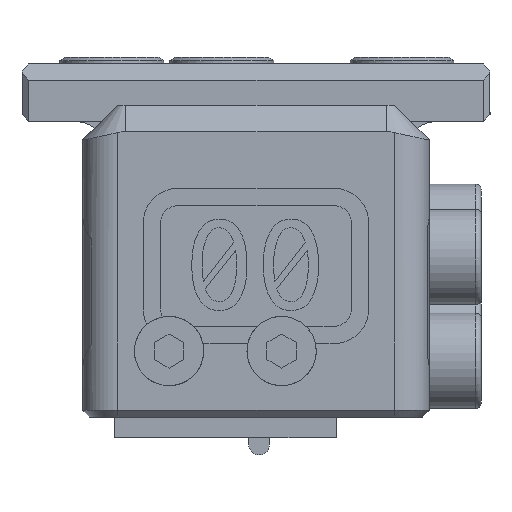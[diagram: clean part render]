
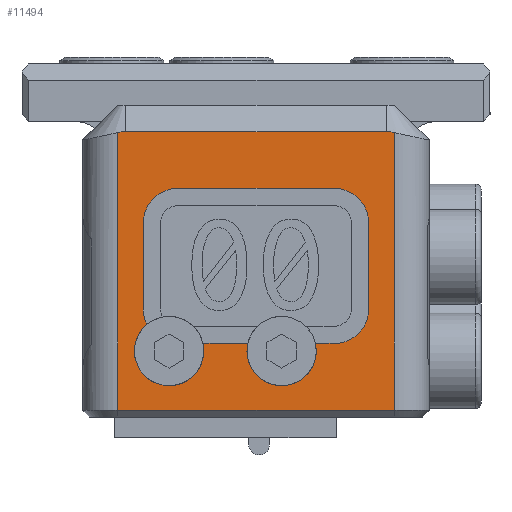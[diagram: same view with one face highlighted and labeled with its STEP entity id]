
A CAD part, front view. The second image highlights one B-rep face of the part: STEP entity #11494.
In plain terms, the highlighted face is planar.
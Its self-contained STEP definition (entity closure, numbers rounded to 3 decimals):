
#153=B_SPLINE_CURVE_WITH_KNOTS('',3,(#18766,#18767,#18768,#18769),
 .UNSPECIFIED.,.F.,.F.,(4,4),(0.,0.),.UNSPECIFIED.);
#154=B_SPLINE_CURVE_WITH_KNOTS('',3,(#18781,#18782,#18783,#18784),
 .UNSPECIFIED.,.F.,.F.,(4,4),(0.,0.),.UNSPECIFIED.);
#826=PLANE('',#12554);
#1091=CIRCLE('',#12326,2.);
#1098=CIRCLE('',#12336,2.);
#1112=CIRCLE('',#12364,2.);
#1113=CIRCLE('',#12367,2.);
#1114=CIRCLE('',#12370,2.);
#1115=CIRCLE('',#12373,2.);
#4164=ORIENTED_EDGE('',*,*,#5467,.F.);
#4165=ORIENTED_EDGE('',*,*,#5578,.F.);
#4166=ORIENTED_EDGE('',*,*,#5580,.F.);
#4167=ORIENTED_EDGE('',*,*,#5582,.F.);
#4168=ORIENTED_EDGE('',*,*,#5584,.T.);
#4169=ORIENTED_EDGE('',*,*,#5586,.F.);
#4170=ORIENTED_EDGE('',*,*,#5588,.T.);
#4171=ORIENTED_EDGE('',*,*,#5591,.F.);
#4172=ORIENTED_EDGE('',*,*,#5941,.F.);
#4173=ORIENTED_EDGE('',*,*,#5478,.F.);
#4174=ORIENTED_EDGE('',*,*,#5577,.F.);
#4175=ORIENTED_EDGE('',*,*,#5570,.T.);
#4176=ORIENTED_EDGE('',*,*,#5433,.T.);
#4177=ORIENTED_EDGE('',*,*,#5567,.T.);
#4178=ORIENTED_EDGE('',*,*,#5494,.T.);
#4179=ORIENTED_EDGE('',*,*,#5491,.T.);
#4180=ORIENTED_EDGE('',*,*,#5488,.F.);
#5433=EDGE_CURVE('',#6678,#6677,#7801,.T.);
#5467=EDGE_CURVE('',#6703,#6704,#1091,.T.);
#5478=EDGE_CURVE('',#6714,#6715,#1098,.T.);
#5488=EDGE_CURVE('',#6723,#6721,#153,.T.);
#5491=EDGE_CURVE('',#6724,#6721,#7831,.T.);
#5494=EDGE_CURVE('',#6728,#6724,#154,.T.);
#5567=EDGE_CURVE('',#6677,#6728,#7848,.T.);
#5570=EDGE_CURVE('',#6723,#6678,#7851,.T.);
#5577=EDGE_CURVE('',#6704,#6714,#7856,.T.);
#5578=EDGE_CURVE('',#6801,#6703,#1112,.T.);
#5580=EDGE_CURVE('',#6802,#6801,#7858,.T.);
#5582=EDGE_CURVE('',#6803,#6802,#1113,.T.);
#5584=EDGE_CURVE('',#6803,#6804,#7861,.T.);
#5586=EDGE_CURVE('',#6805,#6804,#1114,.T.);
#5588=EDGE_CURVE('',#6805,#6806,#7864,.T.);
#5591=EDGE_CURVE('',#6807,#6806,#1115,.T.);
#5941=EDGE_CURVE('',#6715,#6807,#8093,.T.);
#6677=VERTEX_POINT('',#18633);
#6678=VERTEX_POINT('',#18635);
#6703=VERTEX_POINT('',#18715);
#6704=VERTEX_POINT('',#18717);
#6714=VERTEX_POINT('',#18740);
#6715=VERTEX_POINT('',#18742);
#6721=VERTEX_POINT('',#18757);
#6723=VERTEX_POINT('',#18765);
#6724=VERTEX_POINT('',#18772);
#6728=VERTEX_POINT('',#18785);
#6801=VERTEX_POINT('',#19046);
#6802=VERTEX_POINT('',#19050);
#6803=VERTEX_POINT('',#19054);
#6804=VERTEX_POINT('',#19058);
#6805=VERTEX_POINT('',#19062);
#6806=VERTEX_POINT('',#19066);
#6807=VERTEX_POINT('',#19070);
#7801=LINE('',#18634,#8906);
#7831=LINE('',#18775,#8936);
#7848=LINE('',#19027,#8953);
#7851=LINE('',#19031,#8956);
#7856=LINE('',#19043,#8961);
#7858=LINE('',#19049,#8963);
#7861=LINE('',#19057,#8966);
#7864=LINE('',#19065,#8969);
#8093=LINE('',#20221,#9198);
#8906=VECTOR('',#14652,1000.);
#8936=VECTOR('',#14760,1000.);
#8953=VECTOR('',#14811,1000.);
#8956=VECTOR('',#14816,1000.);
#8961=VECTOR('',#14827,1000.);
#8963=VECTOR('',#14835,1000.);
#8966=VECTOR('',#14844,1000.);
#8969=VECTOR('',#14853,1000.);
#9198=VECTOR('',#15448,1000.);
#9978=EDGE_LOOP('',(#4164,#4165,#4166,#4167,#4168,#4169,#4170,#4171,#4172,
#4173,#4174));
#9979=EDGE_LOOP('',(#4175,#4176,#4177,#4178,#4179,#4180));
#10738=FACE_BOUND('',#9978,.T.);
#10739=FACE_BOUND('',#9979,.T.);
#11494=ADVANCED_FACE('',(#10738,#10739),#826,.F.);
#12326=AXIS2_PLACEMENT_3D('',#18716,#14716,#14717);
#12336=AXIS2_PLACEMENT_3D('',#18741,#14740,#14741);
#12364=AXIS2_PLACEMENT_3D('',#19045,#14830,#14831);
#12367=AXIS2_PLACEMENT_3D('',#19053,#14839,#14840);
#12370=AXIS2_PLACEMENT_3D('',#19061,#14848,#14849);
#12373=AXIS2_PLACEMENT_3D('',#19071,#14858,#14859);
#12554=AXIS2_PLACEMENT_3D('',#20220,#15446,#15447);
#14652=DIRECTION('',(-1.,0.,0.));
#14716=DIRECTION('',(0.,1.,0.));
#14717=DIRECTION('',(0.,0.,-1.));
#14740=DIRECTION('',(0.,1.,0.));
#14741=DIRECTION('',(0.,0.,-1.));
#14760=DIRECTION('',(1.,0.,0.));
#14811=DIRECTION('',(0.,0.,1.));
#14816=DIRECTION('',(0.,0.,-1.));
#14827=DIRECTION('',(-1.,0.,0.));
#14830=DIRECTION('',(0.,1.,0.));
#14831=DIRECTION('',(-1.,0.,0.));
#14835=DIRECTION('',(0.,0.,-1.));
#14839=DIRECTION('',(0.,1.,0.));
#14840=DIRECTION('',(-1.,0.,0.));
#14844=DIRECTION('',(-1.,0.,0.));
#14848=DIRECTION('',(0.,1.,0.));
#14849=DIRECTION('',(-1.,0.,0.));
#14853=DIRECTION('',(0.,0.,-1.));
#14858=DIRECTION('',(0.,1.,0.));
#14859=DIRECTION('',(-1.,0.,0.));
#15446=DIRECTION('',(0.,-1.,0.));
#15447=DIRECTION('',(1.,0.,0.));
#15448=DIRECTION('',(-1.,0.,0.));
#18633=CARTESIAN_POINT('',(191.899,7.844,0.4));
#18634=CARTESIAN_POINT('',(191.882,7.844,0.4));
#18635=CARTESIAN_POINT('',(207.899,7.844,0.4));
#18715=CARTESIAN_POINT('',(206.201,7.844,5.348));
#18716=CARTESIAN_POINT('',(204.92,7.844,3.812));
#18717=CARTESIAN_POINT('',(202.969,7.844,4.25));
#18740=CARTESIAN_POINT('',(200.371,7.844,4.25));
#18741=CARTESIAN_POINT('',(198.42,7.844,3.812));
#18742=CARTESIAN_POINT('',(196.469,7.844,4.25));
#18757=CARTESIAN_POINT('',(207.416,7.844,16.491));
#18765=CARTESIAN_POINT('',(207.899,7.844,16.434));
#18766=CARTESIAN_POINT('',(207.899,7.844,16.434));
#18767=CARTESIAN_POINT('',(207.74,7.844,16.471));
#18768=CARTESIAN_POINT('',(207.579,7.844,16.491));
#18769=CARTESIAN_POINT('',(207.416,7.844,16.491));
#18772=CARTESIAN_POINT('',(192.382,7.844,16.491));
#18775=CARTESIAN_POINT('',(207.416,7.844,16.491));
#18781=CARTESIAN_POINT('',(191.899,7.844,16.434));
#18782=CARTESIAN_POINT('',(192.057,7.844,16.471));
#18783=CARTESIAN_POINT('',(192.218,7.844,16.491));
#18784=CARTESIAN_POINT('',(192.382,7.844,16.491));
#18785=CARTESIAN_POINT('',(191.899,7.844,16.434));
#19027=CARTESIAN_POINT('',(191.899,7.844,14.956));
#19031=CARTESIAN_POINT('',(207.899,7.844,0.));
#19043=CARTESIAN_POINT('',(199.899,7.844,4.25));
#19045=CARTESIAN_POINT('',(204.416,7.844,6.25));
#19046=CARTESIAN_POINT('',(206.416,7.844,6.25));
#19049=CARTESIAN_POINT('',(206.416,7.844,8.728));
#19050=CARTESIAN_POINT('',(206.416,7.844,11.206));
#19053=CARTESIAN_POINT('',(204.416,7.844,11.206));
#19054=CARTESIAN_POINT('',(204.416,7.844,13.206));
#19057=CARTESIAN_POINT('',(199.899,7.844,13.206));
#19058=CARTESIAN_POINT('',(195.382,7.844,13.206));
#19061=CARTESIAN_POINT('',(195.382,7.844,11.206));
#19062=CARTESIAN_POINT('',(193.382,7.844,11.206));
#19065=CARTESIAN_POINT('',(193.382,7.844,8.728));
#19066=CARTESIAN_POINT('',(193.382,7.844,6.25));
#19070=CARTESIAN_POINT('',(195.382,7.844,4.25));
#19071=CARTESIAN_POINT('',(195.382,7.844,6.25));
#20220=CARTESIAN_POINT('',(199.871,7.844,5.846));
#20221=CARTESIAN_POINT('',(199.899,7.844,4.25));
